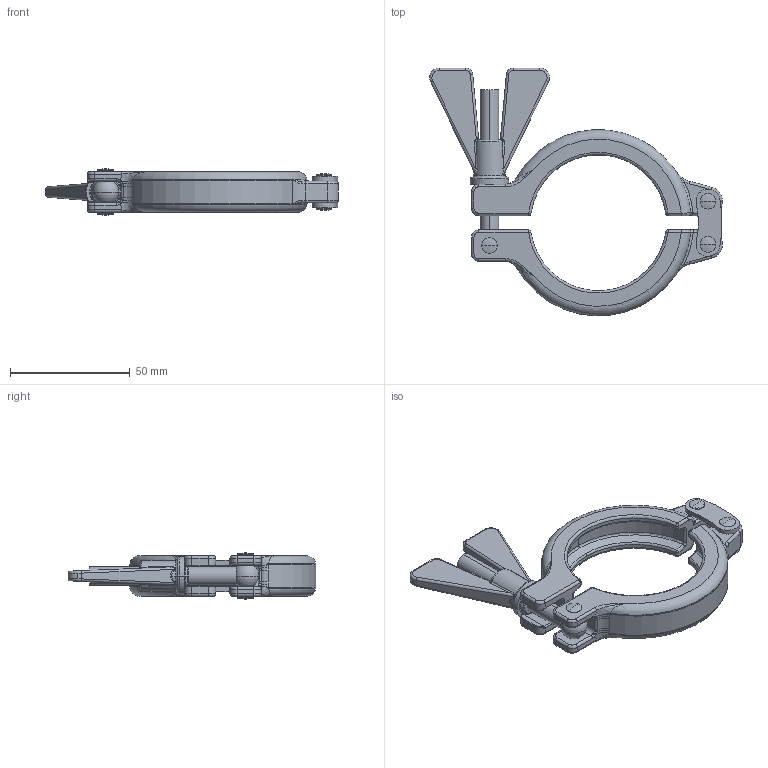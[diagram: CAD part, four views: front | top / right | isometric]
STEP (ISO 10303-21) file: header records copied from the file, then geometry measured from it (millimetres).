
FILE_DESCRIPTION (( 'STEP AP214' ), '1' );
FILE_NAME ('CL.SAF.0200.STEP', '2020-05-19T11:25:52', ( '' ), ( '' ), 'SwSTEP 2.0', 'SolidWorks 2020', '' );
FILE_SCHEMA (( 'AUTOMOTIVE_DESIGN' ));
Length unit declared in the file: millimetre
Products named in the file (1): CL.SAF.0200
Bounding box: 122.08 x 103.33 x 19.3 mm (x, y, z)
Volume: 45269.2 mm3; surface area: 22060.7 mm2
Topology: 4 solids, 4 shells, 450 faces, 1036 edges, 587 vertices
Faces by surface type: cylinder 167, bspline 90, torus 82, plane 61, sphere 36, cone 14
Entity records: 15601 total; most frequent: CARTESIAN_POINT 5907, DIRECTION 2090, ORIENTED_EDGE 2026, EDGE_CURVE 1013, AXIS2_PLACEMENT_3D 911, VERTEX_POINT 586, CIRCLE 550, EDGE_LOOP 473
